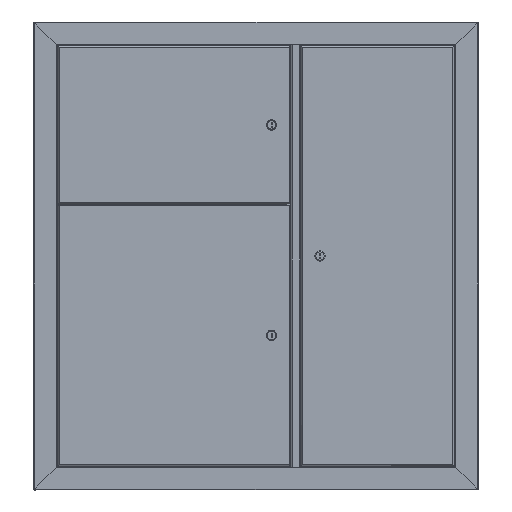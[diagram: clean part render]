
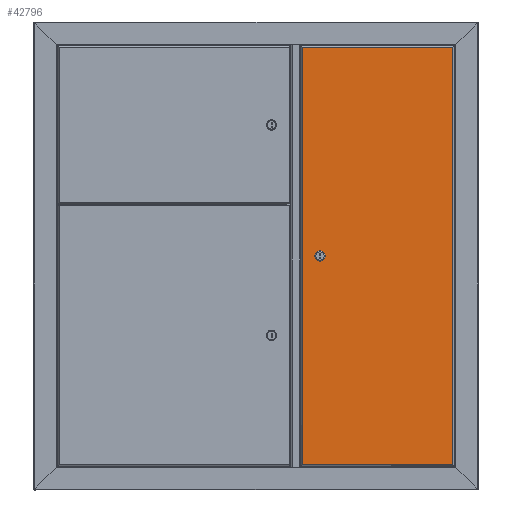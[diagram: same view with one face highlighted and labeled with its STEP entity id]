
A CAD part, top view. The second image highlights one B-rep face of the part: STEP entity #42796.
In plain terms, the highlighted planar face has unit normal (0, 0, 1).
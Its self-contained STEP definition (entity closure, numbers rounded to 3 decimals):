
#895 = VECTOR ( 'NONE', #37574, 1000. ) ;
#1581 = DIRECTION ( 'NONE',  ( 0., 0., 1. ) ) ;
#1922 = EDGE_CURVE ( 'NONE', #16859, #12241, #21363, .T. ) ;
#1928 = AXIS2_PLACEMENT_3D ( 'NONE', #42916, #30343, #34146 ) ;
#2488 = CARTESIAN_POINT ( 'NONE',  ( 894.7, 1.7, 0. ) ) ;
#4823 = CARTESIAN_POINT ( 'NONE',  ( 448.2, 40., 0. ) ) ;
#5032 = VERTEX_POINT ( 'NONE', #29918 ) ;
#5682 = EDGE_LOOP ( 'NONE', ( #41453, #36312, #18255, #19334 ) ) ;
#5728 = CIRCLE ( 'NONE', #37415, 9.25 ) ;
#5757 = AXIS2_PLACEMENT_3D ( 'NONE', #53524, #40369, #17872 ) ;
#5971 = DIRECTION ( 'NONE',  ( 1., 0., 0. ) ) ;
#6294 = VERTEX_POINT ( 'NONE', #17389 ) ;
#6327 = LINE ( 'NONE', #42235, #895 ) ;
#7742 = EDGE_LOOP ( 'NONE', ( #34375, #35131, #40689, #10591, #26242 ) ) ;
#8809 = CARTESIAN_POINT ( 'NONE',  ( 451.849, 48.5, 0. ) ) ;
#9272 = VECTOR ( 'NONE', #27881, 1000. ) ;
#9354 = VECTOR ( 'NONE', #27754, 1000. ) ;
#9979 = EDGE_CURVE ( 'NONE', #12241, #56635, #49576, .T. ) ;
#10591 = ORIENTED_EDGE ( 'NONE', *, *, #33941, .F. ) ;
#12241 = VERTEX_POINT ( 'NONE', #29529 ) ;
#14424 = CARTESIAN_POINT ( 'NONE',  ( 1.7, 1.7, 0. ) ) ;
#14559 = VECTOR ( 'NONE', #52473, 1000. ) ;
#15010 = CARTESIAN_POINT ( 'NONE',  ( 894.7, 324., 0. ) ) ;
#16610 = PLANE ( 'NONE',  #1928 ) ;
#16757 = CIRCLE ( 'NONE', #52214, 9.25 ) ;
#16859 = VERTEX_POINT ( 'NONE', #34113 ) ;
#16879 = LINE ( 'NONE', #47259, #53630 ) ;
#17389 = CARTESIAN_POINT ( 'NONE',  ( 1.7, 324., 0. ) ) ;
#17872 = DIRECTION ( 'NONE',  ( 1., 0., 0. ) ) ;
#18255 = ORIENTED_EDGE ( 'NONE', *, *, #26714, .T. ) ;
#18689 = CARTESIAN_POINT ( 'NONE',  ( 1.7, 324.293, 0. ) ) ;
#18735 = EDGE_CURVE ( 'NONE', #45531, #51268, #6327, .T. ) ;
#18974 = EDGE_CURVE ( 'NONE', #57034, #45531, #32550, .T. ) ;
#18992 = EDGE_CURVE ( 'NONE', #49261, #16859, #16757, .T. ) ;
#19334 = ORIENTED_EDGE ( 'NONE', *, *, #42467, .T. ) ;
#20705 = DIRECTION ( 'NONE',  ( -1., 0., 0. ) ) ;
#20797 = EDGE_CURVE ( 'NONE', #5032, #49261, #5728, .T. ) ;
#21363 = LINE ( 'NONE', #8809, #31504 ) ;
#25095 = FACE_OUTER_BOUND ( 'NONE', #5682, .T. ) ;
#26242 = ORIENTED_EDGE ( 'NONE', *, *, #9979, .F. ) ;
#26714 = EDGE_CURVE ( 'NONE', #51268, #6294, #16879, .T. ) ;
#27754 = DIRECTION ( 'NONE',  ( 0., -1., 0. ) ) ;
#27881 = DIRECTION ( 'NONE',  ( 1., 0., 0. ) ) ;
#28335 = CARTESIAN_POINT ( 'NONE',  ( 448.2, 40., 0. ) ) ;
#29529 = CARTESIAN_POINT ( 'NONE',  ( 444.551, 48.5, 0. ) ) ;
#29918 = CARTESIAN_POINT ( 'NONE',  ( 451.849, 31.5, 0. ) ) ;
#30343 = DIRECTION ( 'NONE',  ( 0., 0., -1. ) ) ;
#31133 = LINE ( 'NONE', #43981, #14559 ) ;
#31504 = VECTOR ( 'NONE', #43562, 1000. ) ;
#32550 = LINE ( 'NONE', #54744, #9272 ) ;
#33941 = EDGE_CURVE ( 'NONE', #56635, #5032, #31133, .T. ) ;
#34113 = CARTESIAN_POINT ( 'NONE',  ( 451.849, 48.5, 0. ) ) ;
#34146 = DIRECTION ( 'NONE',  ( -1., 0., 0. ) ) ;
#34375 = ORIENTED_EDGE ( 'NONE', *, *, #1922, .F. ) ;
#35131 = ORIENTED_EDGE ( 'NONE', *, *, #18992, .F. ) ;
#36312 = ORIENTED_EDGE ( 'NONE', *, *, #18735, .T. ) ;
#37415 = AXIS2_PLACEMENT_3D ( 'NONE', #28335, #49956, #42057 ) ;
#37563 = CARTESIAN_POINT ( 'NONE',  ( 444.551, 31.5, 0. ) ) ;
#37574 = DIRECTION ( 'NONE',  ( 0., 1., 0. ) ) ;
#40369 = DIRECTION ( 'NONE',  ( 0., 0., 1. ) ) ;
#40689 = ORIENTED_EDGE ( 'NONE', *, *, #20797, .F. ) ;
#41453 = ORIENTED_EDGE ( 'NONE', *, *, #18974, .T. ) ;
#42057 = DIRECTION ( 'NONE',  ( 1., 0., 0. ) ) ;
#42235 = CARTESIAN_POINT ( 'NONE',  ( 894.7, 0., 0. ) ) ;
#42467 = EDGE_CURVE ( 'NONE', #6294, #57034, #48791, .T. ) ;
#42796 = ADVANCED_FACE ( 'NONE', ( #56356, #25095 ), #16610, .F. ) ;
#42916 = CARTESIAN_POINT ( 'NONE',  ( 0., 325.7, 0. ) ) ;
#43562 = DIRECTION ( 'NONE',  ( -1., 0., 0. ) ) ;
#43981 = CARTESIAN_POINT ( 'NONE',  ( 451.849, 31.5, 0. ) ) ;
#45531 = VERTEX_POINT ( 'NONE', #2488 ) ;
#47259 = CARTESIAN_POINT ( 'NONE',  ( 894.993, 324., 0. ) ) ;
#48791 = LINE ( 'NONE', #18689, #9354 ) ;
#49261 = VERTEX_POINT ( 'NONE', #56901 ) ;
#49576 = CIRCLE ( 'NONE', #5757, 9.25 ) ;
#49956 = DIRECTION ( 'NONE',  ( 0., 0., 1. ) ) ;
#51268 = VERTEX_POINT ( 'NONE', #15010 ) ;
#52214 = AXIS2_PLACEMENT_3D ( 'NONE', #4823, #1581, #5971 ) ;
#52473 = DIRECTION ( 'NONE',  ( 1., 0., 0. ) ) ;
#53524 = CARTESIAN_POINT ( 'NONE',  ( 448.2, 40., 0. ) ) ;
#53630 = VECTOR ( 'NONE', #20705, 1000. ) ;
#54744 = CARTESIAN_POINT ( 'NONE',  ( 1.7, 1.7, 0. ) ) ;
#56356 = FACE_BOUND ( 'NONE', #7742, .T. ) ;
#56635 = VERTEX_POINT ( 'NONE', #37563 ) ;
#56901 = CARTESIAN_POINT ( 'NONE',  ( 457.45, 40., 0. ) ) ;
#57034 = VERTEX_POINT ( 'NONE', #14424 ) ;
